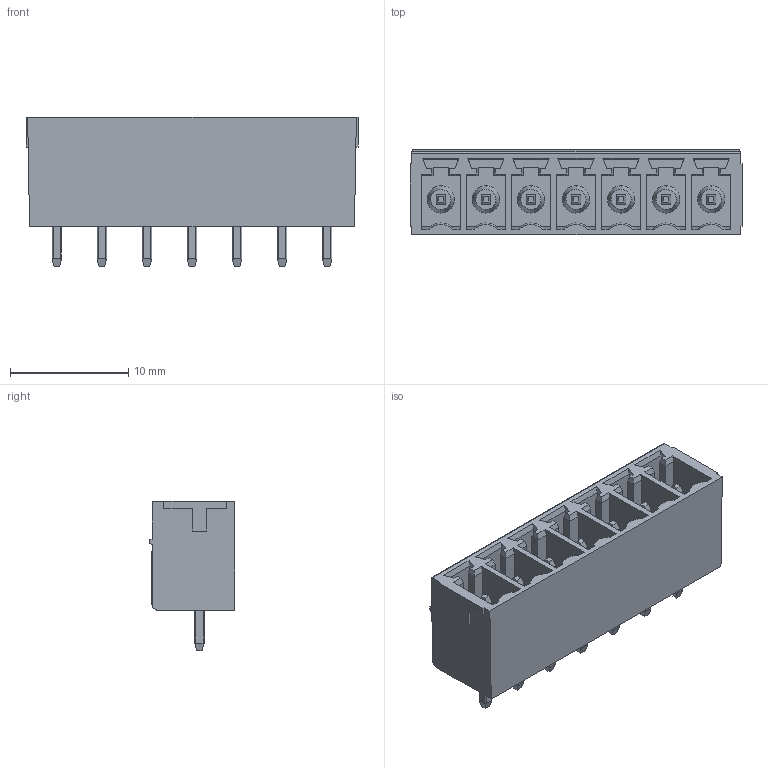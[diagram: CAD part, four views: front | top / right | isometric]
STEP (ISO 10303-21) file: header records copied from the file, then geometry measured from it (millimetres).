
FILE_DESCRIPTION(('STEP AP214'),'1');
FILE_NAME('cctmp_188D4BF3-930B-44B1-8709-06362DF20FB4_2023_02_03_17_11_48_0066_6408..stp','2023-02-03T17:11:48',('PHOENIX CONTACT Deutschland GmbH'),('CADClick - www.CADClick.com'),'Spatial InterOp 3D',' ','unknown authorization');
FILE_SCHEMA(('AUTOMOTIVE_DESIGN'));
Length unit declared in the file: millimetre
Products named in the file (9): 2023_02_03_17_11_47_0674; 2023_02_03_17_11_48_0066; 2023_02_03_17_11_48_0050; 2023_02_03_17_11_48_0035; 2023_02_03_17_11_48_0019; 2023_02_03_17_11_48_0003; 2023_02_03_17_11_47_0988; 2023_02_03_17_11_47_0972; 2023_02_03_17_11_47_0925
Assembly tree (8 placements, depth 2):
  2023_02_03_17_11_47_0674
    2023_02_03_17_11_48_0066
    2023_02_03_17_11_48_0050
    2023_02_03_17_11_48_0035
    2023_02_03_17_11_48_0019
    2023_02_03_17_11_48_0003
    2023_02_03_17_11_47_0988
    2023_02_03_17_11_47_0972
    2023_02_03_17_11_47_0925
Bounding box: 28.06 x 7.25 x 12.6 mm (x, y, z)
Volume: 999.7 mm3; surface area: 2466.9 mm2
Topology: 8 solids, 8 shells, 856 faces, 2391 edges, 1582 vertices
Faces by surface type: plane 739, cylinder 58, cone 28, bspline 17, sphere 14
Entity records: 55890 total; most frequent: CARTESIAN_POINT 7965, ORIENTED_EDGE 4754, STYLED_ITEM 4689, PRESENTATION_STYLE_ASSIGNMENT 4689, COLOUR_RGB 4689, DIRECTION 4027, EDGE_CURVE 2377, CURVE_STYLE 2328
